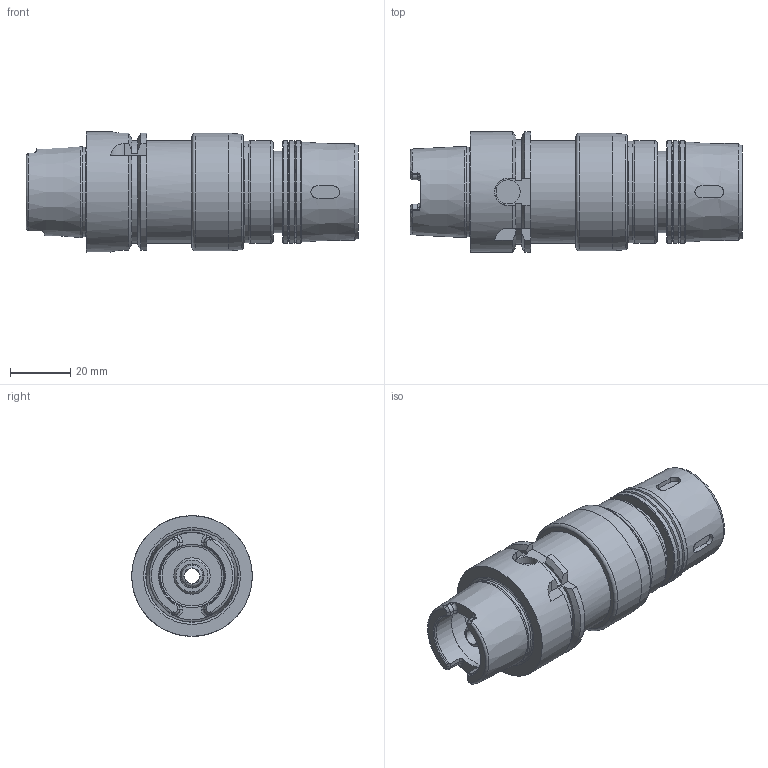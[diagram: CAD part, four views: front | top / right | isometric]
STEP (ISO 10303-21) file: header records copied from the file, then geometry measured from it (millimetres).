
FILE_DESCRIPTION((''),'2;1');
FILE_NAME('538013012090-3D.stp','2020-01-09T11:47:24',('nttooll'),(''),'Autodesk Inventor 2012','Autodesk Inventor 2012','');
FILE_SCHEMA(('AUTOMOTIVE_DESIGN { 1 0 10303 214 1 1 1 1 }'));
Length unit declared in the file: millimetre
Products named in the file (1): 538013012090-3D
Bounding box: 110 x 40 x 40 mm (x, y, z)
Volume: 80997 mm3; surface area: 22321.3 mm2
Topology: 1 solids, 1 shells, 190 faces, 436 edges, 268 vertices
Faces by surface type: plane 76, cylinder 56, cone 38, torus 20
Full cylindrical faces by diameter (mm): 5 x1, 5.103 x1, 6.5 x1, 7.5 x1, 8 x2, 12 x1, 13.3 x1, 14.5 x1, 17 x1, 18.2 x1, 20.5 x1, 21 x1, 21.8 x1, 24 x1, 25.5 x1, 27 x1, 29.8 x1, 33.6 x1, 34 x5, 39 x1, 40 x1
Entity records: 5287 total; most frequent: CARTESIAN_POINT 1232, DIRECTION 869, ORIENTED_EDGE 738, EDGE_CURVE 369, AXIS2_PLACEMENT_3D 361, EDGE_LOOP 273, VERTEX_POINT 262, FACE_OUTER_BOUND 190
